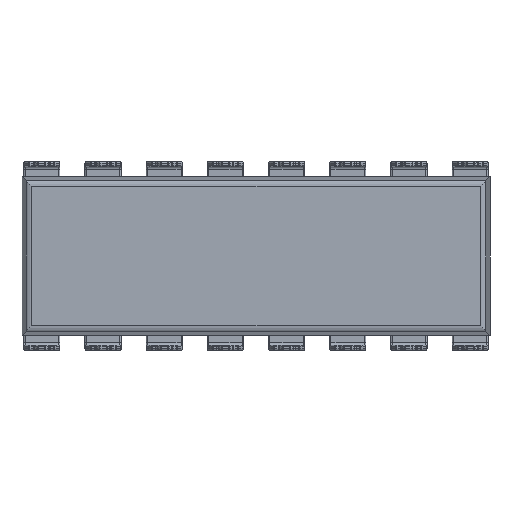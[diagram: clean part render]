
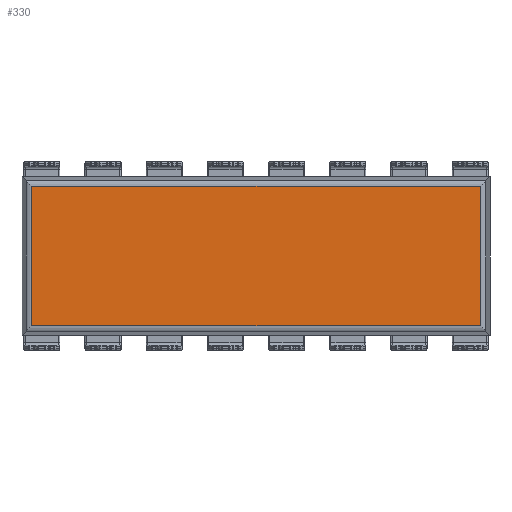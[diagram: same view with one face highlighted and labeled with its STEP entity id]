
A CAD part, front view. The second image highlights one B-rep face of the part: STEP entity #330.
In plain terms, the highlighted face is planar.
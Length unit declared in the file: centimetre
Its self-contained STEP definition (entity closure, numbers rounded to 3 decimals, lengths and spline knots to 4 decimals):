
#196 = EDGE_CURVE ( 'NONE', #197, #198, #1701, .T. ) ;
#197 = VERTEX_POINT ( 'NONE', #1747 ) ;
#198 = VERTEX_POINT ( 'NONE', #1702 ) ;
#201 = VERTEX_POINT ( 'NONE', #1751 ) ;
#204 = ORIENTED_EDGE ( 'NONE', *, *, #222, .T. ) ;
#207 = ORIENTED_EDGE ( 'NONE', *, *, #241, .T. ) ;
#222 = EDGE_CURVE ( 'NONE', #201, #231, #1834, .T. ) ;
#231 = VERTEX_POINT ( 'NONE', #1860 ) ;
#239 = EDGE_CURVE ( 'NONE', #231, #197, #1894, .T. ) ;
#240 = EDGE_LOOP ( 'NONE', ( #204, #358, #331, #207 ) ) ;
#241 = EDGE_CURVE ( 'NONE', #198, #201, #1870, .T. ) ;
#330 = ADVANCED_FACE ( 'NONE', ( #3977 ), #3998, .T. ) ;
#331 = ORIENTED_EDGE ( 'NONE', *, *, #196, .T. ) ;
#358 = ORIENTED_EDGE ( 'NONE', *, *, #239, .T. ) ;
#1698 = DIRECTION ( 'NONE',  ( 0., 1., 0. ) ) ;
#1699 = VECTOR ( 'NONE', #1698, 100. ) ;
#1700 = CARTESIAN_POINT ( 'NONE',  ( -0.9315, -0.33, 0.038 ) ) ;
#1701 = LINE ( 'NONE', #1700, #1699 ) ;
#1702 = CARTESIAN_POINT ( 'NONE',  ( -0.9315, 0.29, 0.038 ) ) ;
#1747 = CARTESIAN_POINT ( 'NONE',  ( -0.9315, -0.29, 0.038 ) ) ;
#1751 = CARTESIAN_POINT ( 'NONE',  ( 0.9315, 0.29, 0.038 ) ) ;
#1831 = DIRECTION ( 'NONE',  ( 0., -1., 0. ) ) ;
#1832 = VECTOR ( 'NONE', #1831, 100. ) ;
#1833 = CARTESIAN_POINT ( 'NONE',  ( 0.9315, -0.33, 0.038 ) ) ;
#1834 = LINE ( 'NONE', #1833, #1832 ) ;
#1860 = CARTESIAN_POINT ( 'NONE',  ( 0.9315, -0.29, 0.038 ) ) ;
#1870 = LINE ( 'NONE', #1911, #1890 ) ;
#1889 = DIRECTION ( 'NONE',  ( 1., 0., 0. ) ) ;
#1890 = VECTOR ( 'NONE', #1889, 100. ) ;
#1891 = DIRECTION ( 'NONE',  ( -1., 0., 0. ) ) ;
#1892 = VECTOR ( 'NONE', #1891, 100. ) ;
#1893 = CARTESIAN_POINT ( 'NONE',  ( 0., -0.29, 0.038 ) ) ;
#1894 = LINE ( 'NONE', #1893, #1892 ) ;
#1911 = CARTESIAN_POINT ( 'NONE',  ( 0., 0.29, 0.038 ) ) ;
#3951 = DIRECTION ( 'NONE',  ( -1., 0., 0. ) ) ;
#3952 = DIRECTION ( 'NONE',  ( 0., 0., -1. ) ) ;
#3956 = CARTESIAN_POINT ( 'NONE',  ( 0., -0.33, 0.038 ) ) ;
#3957 = AXIS2_PLACEMENT_3D ( 'NONE', #3956, #3952, #3951 ) ;
#3977 = FACE_OUTER_BOUND ( 'NONE', #240, .T. ) ;
#3998 = PLANE ( 'NONE',  #3957 ) ;
